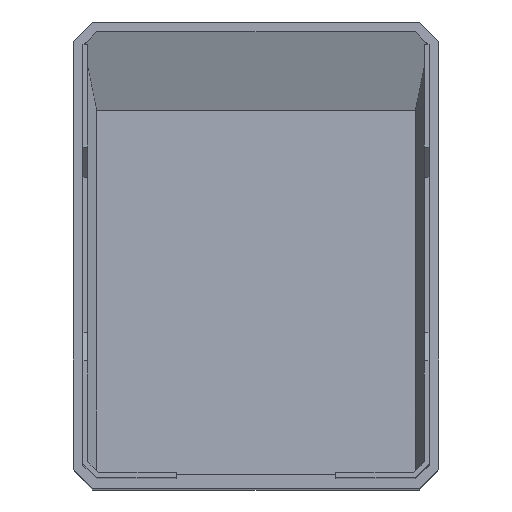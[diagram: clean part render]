
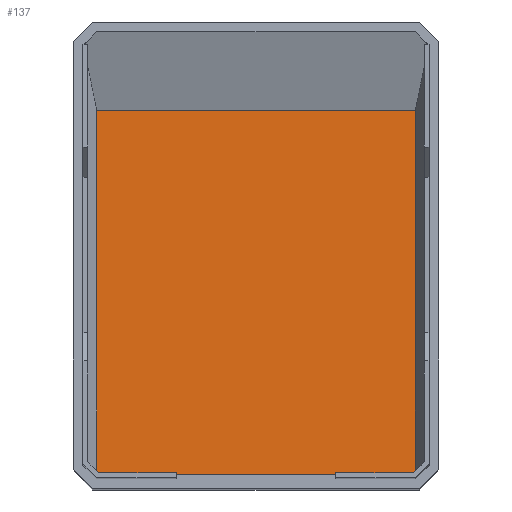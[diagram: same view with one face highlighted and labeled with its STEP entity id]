
A CAD part, front view. The second image highlights one B-rep face of the part: STEP entity #137.
In plain terms, the highlighted planar face has unit normal (0, -0.999, 0.035).
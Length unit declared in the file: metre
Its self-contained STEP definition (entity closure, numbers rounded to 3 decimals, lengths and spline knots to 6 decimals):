
#137 = ADVANCED_FACE( '', ( #282 ), #283, .F. );
#282 = FACE_OUTER_BOUND( '', #431, .T. );
#283 = PLANE( '', #432 );
#431 = EDGE_LOOP( '', ( #777, #778, #779, #780, #781, #782 ) );
#432 = AXIS2_PLACEMENT_3D( '', #783, #784, #785 );
#777 = ORIENTED_EDGE( '', *, *, #1013, .F. );
#778 = ORIENTED_EDGE( '', *, *, #1073, .T. );
#779 = ORIENTED_EDGE( '', *, *, #1063, .T. );
#780 = ORIENTED_EDGE( '', *, *, #1029, .T. );
#781 = ORIENTED_EDGE( '', *, *, #1056, .T. );
#782 = ORIENTED_EDGE( '', *, *, #1074, .T. );
#783 = CARTESIAN_POINT( '', ( 0., 2.952585, 1.690936 ) );
#784 = DIRECTION( '', ( 0., 0.999, -0.035 ) );
#785 = DIRECTION( '', ( -1., 0., 0. ) );
#1013 = EDGE_CURVE( '', #1250, #1252, #1253, .F. );
#1029 = EDGE_CURVE( '', #1274, #1272, #1275, .T. );
#1056 = EDGE_CURVE( '', #1272, #1314, #1315, .T. );
#1063 = EDGE_CURVE( '', #1323, #1274, #1324, .T. );
#1073 = EDGE_CURVE( '', #1250, #1323, #1336, .T. );
#1074 = EDGE_CURVE( '', #1314, #1252, #1337, .T. );
#1250 = VERTEX_POINT( '', #1587 );
#1252 = VERTEX_POINT( '', #1590 );
#1253 = LINE( '', #1591, #1592 );
#1272 = VERTEX_POINT( '', #1621 );
#1274 = VERTEX_POINT( '', #1624 );
#1275 = LINE( '', #1625, #1626 );
#1314 = VERTEX_POINT( '', #1684 );
#1315 = LINE( '', #1685, #1686 );
#1323 = VERTEX_POINT( '', #1697 );
#1324 = LINE( '', #1698, #1699 );
#1336 = LINE( '', #1717, #1718 );
#1337 = LINE( '', #1719, #1720 );
#1587 = CARTESIAN_POINT( '', ( -0.104001, 2.947614, 1.549395 ) );
#1590 = CARTESIAN_POINT( '', ( -0.104001, 2.955935, 1.786328 ) );
#1591 = CARTESIAN_POINT( '', ( -0.104001, 2.952585, 1.690936 ) );
#1592 = VECTOR( '', #1829, 1. );
#1621 = CARTESIAN_POINT( '', ( 0.104001, 2.947614, 1.549395 ) );
#1624 = CARTESIAN_POINT( '', ( 0.102753, 2.94757, 1.548149 ) );
#1625 = CARTESIAN_POINT( '', ( 0.106313, 2.947695, 1.551707 ) );
#1626 = VECTOR( '', #1841, 1. );
#1684 = CARTESIAN_POINT( '', ( 0.104001, 2.955935, 1.786328 ) );
#1685 = CARTESIAN_POINT( '', ( 0.104001, 2.952585, 1.690936 ) );
#1686 = VECTOR( '', #1861, 1. );
#1697 = CARTESIAN_POINT( '', ( -0.102753, 2.94757, 1.548149 ) );
#1698 = CARTESIAN_POINT( '', ( 0., 2.94757, 1.548149 ) );
#1699 = VECTOR( '', #1865, 1. );
#1717 = CARTESIAN_POINT( '', ( -0.106313, 2.947695, 1.551707 ) );
#1718 = VECTOR( '', #1872, 1. );
#1719 = CARTESIAN_POINT( '', ( 0., 2.955935, 1.786328 ) );
#1720 = VECTOR( '', #1873, 1. );
#1829 = DIRECTION( '', ( 0., -0.035, -0.999 ) );
#1841 = DIRECTION( '', ( 0.707, 0.025, 0.707 ) );
#1861 = DIRECTION( '', ( 0., 0.035, 0.999 ) );
#1865 = DIRECTION( '', ( 1., 0., 0. ) );
#1872 = DIRECTION( '', ( 0.707, -0.025, -0.707 ) );
#1873 = DIRECTION( '', ( -1., 0., 0. ) );
